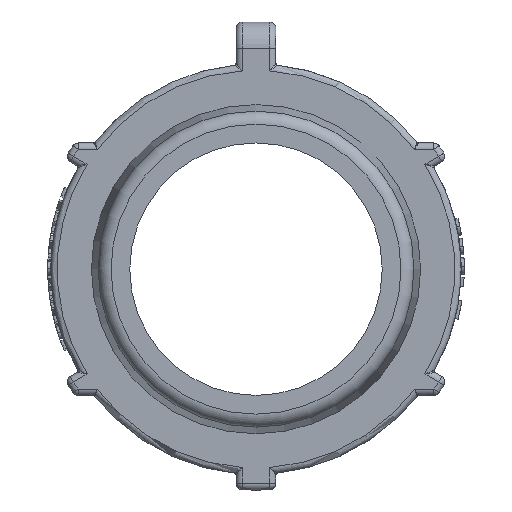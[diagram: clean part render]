
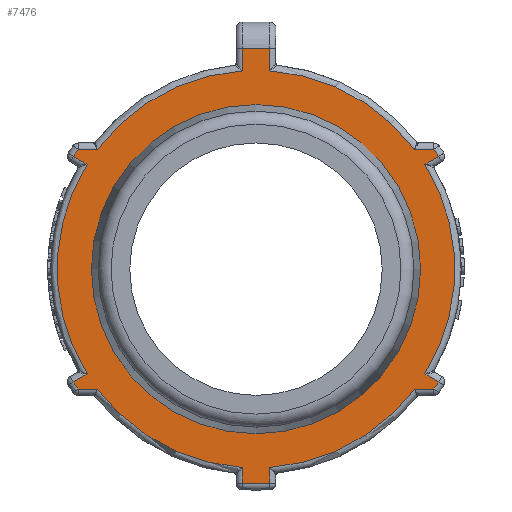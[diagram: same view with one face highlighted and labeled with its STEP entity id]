
A CAD part, left-side view. The second image highlights one B-rep face of the part: STEP entity #7476.
In plain terms, the highlighted planar face has unit normal (-1, 0, 0).
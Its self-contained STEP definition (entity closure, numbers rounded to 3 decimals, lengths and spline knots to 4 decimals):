
#1046=LINE('',#42999,#1472);
#1107=LINE('',#44691,#1533);
#1114=LINE('',#44745,#1540);
#1115=LINE('',#44748,#1541);
#1116=LINE('',#44751,#1542);
#1117=LINE('',#44754,#1543);
#1118=LINE('',#44757,#1544);
#1119=LINE('',#44760,#1545);
#1120=LINE('',#44763,#1546);
#1121=LINE('',#44766,#1547);
#1122=LINE('',#44769,#1548);
#1123=LINE('',#44772,#1549);
#1124=LINE('',#44773,#1550);
#1472=VECTOR('',#9125,0.3937);
#1533=VECTOR('',#9404,0.3937);
#1540=VECTOR('',#9473,0.3937);
#1541=VECTOR('',#9476,0.3937);
#1542=VECTOR('',#9479,0.3937);
#1543=VECTOR('',#9482,0.3937);
#1544=VECTOR('',#9485,0.3937);
#1545=VECTOR('',#9488,0.3937);
#1546=VECTOR('',#9491,0.3937);
#1547=VECTOR('',#9494,0.3937);
#1548=VECTOR('',#9497,0.3937);
#1549=VECTOR('',#9500,0.3937);
#1550=VECTOR('',#9501,0.3937);
#1625=FACE_BOUND('',#2491,.T.);
#1995=FACE_OUTER_BOUND('',#2490,.T.);
#2490=EDGE_LOOP('',(#6546,#6547,#6548,#6549,#6550,#6551,#6552,#6553,#6554,
#6555,#6556,#6557,#6558,#6559,#6560,#6561,#6562,#6563,#6564,#6565,#6566,
#6567,#6568,#6569));
#2491=EDGE_LOOP('',(#6570,#6571));
#2693=CIRCLE('',#7897,1.89);
#2773=CIRCLE('',#8029,1.545);
#2774=CIRCLE('',#8030,1.545);
#2777=CIRCLE('',#8034,1.89);
#2778=CIRCLE('',#8035,2.04);
#2779=CIRCLE('',#8036,1.89);
#2780=CIRCLE('',#8037,2.04);
#2781=CIRCLE('',#8038,1.89);
#2782=CIRCLE('',#8039,2.04);
#2783=CIRCLE('',#8040,1.89);
#2784=CIRCLE('',#8041,2.04);
#2785=CIRCLE('',#8042,2.04);
#2786=CIRCLE('',#8043,1.89);
#3396=VERTEX_POINT('',#42909);
#3401=VERTEX_POINT('',#42998);
#3402=VERTEX_POINT('',#43002);
#3408=VERTEX_POINT('',#43106);
#3417=VERTEX_POINT('',#43226);
#3425=VERTEX_POINT('',#43369);
#3434=VERTEX_POINT('',#43497);
#3440=VERTEX_POINT('',#43649);
#3447=VERTEX_POINT('',#43793);
#3455=VERTEX_POINT('',#43911);
#3470=VERTEX_POINT('',#44093);
#3479=VERTEX_POINT('',#44230);
#3496=VERTEX_POINT('',#44505);
#3509=VERTEX_POINT('',#44672);
#3522=VERTEX_POINT('',#44734);
#3523=VERTEX_POINT('',#44736);
#3525=VERTEX_POINT('',#44744);
#3526=VERTEX_POINT('',#44746);
#3527=VERTEX_POINT('',#44750);
#3528=VERTEX_POINT('',#44752);
#3529=VERTEX_POINT('',#44756);
#3530=VERTEX_POINT('',#44758);
#3531=VERTEX_POINT('',#44762);
#3532=VERTEX_POINT('',#44765);
#3533=VERTEX_POINT('',#44767);
#3534=VERTEX_POINT('',#44771);
#4353=EDGE_CURVE('',#3396,#3401,#1046,.T.);
#4356=EDGE_CURVE('',#3402,#3396,#2693,.T.);
#4530=EDGE_CURVE('',#3470,#3509,#1107,.T.);
#4555=EDGE_CURVE('',#3522,#3523,#2773,.T.);
#4556=EDGE_CURVE('',#3523,#3522,#2774,.T.);
#4559=EDGE_CURVE('',#3479,#3455,#2777,.T.);
#4560=EDGE_CURVE('',#3525,#3455,#1114,.T.);
#4561=EDGE_CURVE('',#3526,#3525,#2778,.T.);
#4562=EDGE_CURVE('',#3447,#3526,#1115,.T.);
#4563=EDGE_CURVE('',#3440,#3447,#2779,.T.);
#4564=EDGE_CURVE('',#3527,#3440,#1116,.T.);
#4565=EDGE_CURVE('',#3528,#3527,#2780,.T.);
#4566=EDGE_CURVE('',#3434,#3528,#1117,.T.);
#4567=EDGE_CURVE('',#3425,#3434,#2781,.T.);
#4568=EDGE_CURVE('',#3529,#3425,#1118,.T.);
#4569=EDGE_CURVE('',#3530,#3529,#2782,.T.);
#4570=EDGE_CURVE('',#3417,#3530,#1119,.T.);
#4571=EDGE_CURVE('',#3408,#3417,#2783,.T.);
#4572=EDGE_CURVE('',#3531,#3408,#1120,.T.);
#4573=EDGE_CURVE('',#3401,#3531,#2784,.T.);
#4574=EDGE_CURVE('',#3532,#3402,#1121,.T.);
#4575=EDGE_CURVE('',#3533,#3532,#2785,.T.);
#4576=EDGE_CURVE('',#3496,#3533,#1122,.T.);
#4577=EDGE_CURVE('',#3496,#3509,#2786,.T.);
#4578=EDGE_CURVE('',#3534,#3470,#1123,.T.);
#4579=EDGE_CURVE('',#3479,#3534,#1124,.T.);
#6546=ORIENTED_EDGE('',*,*,#4559,.T.);
#6547=ORIENTED_EDGE('',*,*,#4560,.F.);
#6548=ORIENTED_EDGE('',*,*,#4561,.F.);
#6549=ORIENTED_EDGE('',*,*,#4562,.F.);
#6550=ORIENTED_EDGE('',*,*,#4563,.F.);
#6551=ORIENTED_EDGE('',*,*,#4564,.F.);
#6552=ORIENTED_EDGE('',*,*,#4565,.F.);
#6553=ORIENTED_EDGE('',*,*,#4566,.F.);
#6554=ORIENTED_EDGE('',*,*,#4567,.F.);
#6555=ORIENTED_EDGE('',*,*,#4568,.F.);
#6556=ORIENTED_EDGE('',*,*,#4569,.F.);
#6557=ORIENTED_EDGE('',*,*,#4570,.F.);
#6558=ORIENTED_EDGE('',*,*,#4571,.F.);
#6559=ORIENTED_EDGE('',*,*,#4572,.F.);
#6560=ORIENTED_EDGE('',*,*,#4573,.F.);
#6561=ORIENTED_EDGE('',*,*,#4353,.F.);
#6562=ORIENTED_EDGE('',*,*,#4356,.F.);
#6563=ORIENTED_EDGE('',*,*,#4574,.F.);
#6564=ORIENTED_EDGE('',*,*,#4575,.F.);
#6565=ORIENTED_EDGE('',*,*,#4576,.F.);
#6566=ORIENTED_EDGE('',*,*,#4577,.T.);
#6567=ORIENTED_EDGE('',*,*,#4530,.F.);
#6568=ORIENTED_EDGE('',*,*,#4578,.F.);
#6569=ORIENTED_EDGE('',*,*,#4579,.F.);
#6570=ORIENTED_EDGE('',*,*,#4556,.F.);
#6571=ORIENTED_EDGE('',*,*,#4555,.F.);
#7101=PLANE('',#8033);
#7476=ADVANCED_FACE('',(#1995,#1625),#7101,.T.);
#7897=AXIS2_PLACEMENT_3D('',#43015,#9130,#9131);
#8029=AXIS2_PLACEMENT_3D('',#44737,#9461,#9462);
#8030=AXIS2_PLACEMENT_3D('',#44738,#9463,#9464);
#8033=AXIS2_PLACEMENT_3D('',#44742,#9469,#9470);
#8034=AXIS2_PLACEMENT_3D('',#44743,#9471,#9472);
#8035=AXIS2_PLACEMENT_3D('',#44747,#9474,#9475);
#8036=AXIS2_PLACEMENT_3D('',#44749,#9477,#9478);
#8037=AXIS2_PLACEMENT_3D('',#44753,#9480,#9481);
#8038=AXIS2_PLACEMENT_3D('',#44755,#9483,#9484);
#8039=AXIS2_PLACEMENT_3D('',#44759,#9486,#9487);
#8040=AXIS2_PLACEMENT_3D('',#44761,#9489,#9490);
#8041=AXIS2_PLACEMENT_3D('',#44764,#9492,#9493);
#8042=AXIS2_PLACEMENT_3D('',#44768,#9495,#9496);
#8043=AXIS2_PLACEMENT_3D('',#44770,#9498,#9499);
#9125=DIRECTION('',(0.,-0.866,-0.5));
#9130=DIRECTION('center_axis',(1.,0.,0.));
#9131=DIRECTION('ref_axis',(0.,-1.,0.));
#9404=DIRECTION('',(0.,0.,-1.));
#9461=DIRECTION('center_axis',(-1.,0.,0.));
#9462=DIRECTION('ref_axis',(0.,-1.,0.));
#9463=DIRECTION('center_axis',(-1.,0.,0.));
#9464=DIRECTION('ref_axis',(0.,-1.,0.));
#9469=DIRECTION('center_axis',(-1.,0.,0.));
#9470=DIRECTION('ref_axis',(0.,0.,1.));
#9471=DIRECTION('center_axis',(-1.,0.,0.));
#9472=DIRECTION('ref_axis',(0.,0.,-1.));
#9473=DIRECTION('',(0.,-1.,0.));
#9474=DIRECTION('center_axis',(1.,0.,0.));
#9475=DIRECTION('ref_axis',(0.,0.844,0.536));
#9476=DIRECTION('',(0.,0.866,0.5));
#9477=DIRECTION('center_axis',(1.,0.,0.));
#9478=DIRECTION('ref_axis',(0.,1.,0.));
#9479=DIRECTION('',(0.,-0.866,0.5));
#9480=DIRECTION('center_axis',(1.,0.,0.));
#9481=DIRECTION('ref_axis',(0.,0.844,-0.536));
#9482=DIRECTION('',(0.,1.,0.));
#9483=DIRECTION('center_axis',(1.,0.,0.));
#9484=DIRECTION('ref_axis',(0.,0.482,-0.876));
#9485=DIRECTION('',(0.,0.,1.));
#9486=DIRECTION('center_axis',(1.,0.,0.));
#9487=DIRECTION('ref_axis',(0.,0.,-1.));
#9488=DIRECTION('',(0.,0.,-1.));
#9489=DIRECTION('center_axis',(1.,0.,0.));
#9490=DIRECTION('ref_axis',(0.,-0.482,-0.876));
#9491=DIRECTION('',(0.,1.,0.));
#9492=DIRECTION('center_axis',(1.,0.,0.));
#9493=DIRECTION('ref_axis',(0.,-0.844,-0.536));
#9494=DIRECTION('',(0.,0.866,-0.5));
#9495=DIRECTION('center_axis',(1.,0.,0.));
#9496=DIRECTION('ref_axis',(0.,-0.844,0.536));
#9497=DIRECTION('',(0.,-1.,0.));
#9498=DIRECTION('center_axis',(-1.,0.,0.));
#9499=DIRECTION('ref_axis',(0.,0.,-1.));
#9500=DIRECTION('',(0.,-1.,0.));
#9501=DIRECTION('',(0.,0.,1.));
#42909=CARTESIAN_POINT('',(4.,-1.606,-0.9965));
#42998=CARTESIAN_POINT('',(4.,-1.7359,-1.0715));
#42999=CARTESIAN_POINT('',(4.,-0.1481,-0.1548));
#43002=CARTESIAN_POINT('',(4.,-1.606,0.9965));
#43015=CARTESIAN_POINT('Origin',(4.,0.,0.));
#43106=CARTESIAN_POINT('',(4.,-1.5075,-1.14));
#43226=CARTESIAN_POINT('',(4.,-0.13,-1.8855));
#43369=CARTESIAN_POINT('',(4.,0.13,-1.8855));
#43497=CARTESIAN_POINT('',(4.,1.5075,-1.14));
#43649=CARTESIAN_POINT('',(4.,1.606,-0.9965));
#43793=CARTESIAN_POINT('',(4.,1.606,0.9965));
#43911=CARTESIAN_POINT('',(4.,1.5075,1.14));
#44093=CARTESIAN_POINT('',(4.,-0.13,2.1));
#44230=CARTESIAN_POINT('',(4.,0.13,1.8855));
#44505=CARTESIAN_POINT('',(4.,-1.5075,1.14));
#44672=CARTESIAN_POINT('',(4.,-0.13,1.8855));
#44691=CARTESIAN_POINT('',(4.,-0.13,0.9704));
#44734=CARTESIAN_POINT('',(4.,0.,1.545));
#44736=CARTESIAN_POINT('',(4.,1.545,0.));
#44737=CARTESIAN_POINT('Origin',(4.,0.,0.));
#44738=CARTESIAN_POINT('Origin',(4.,0.,0.));
#44742=CARTESIAN_POINT('Origin',(4.,1.95,0.));
#44743=CARTESIAN_POINT('Origin',(4.,0.,0.));
#44744=CARTESIAN_POINT('',(4.,1.6917,1.14));
#44745=CARTESIAN_POINT('',(4.,1.7435,1.14));
#44746=CARTESIAN_POINT('',(4.,1.7359,1.0715));
#44747=CARTESIAN_POINT('Origin',(4.,0.,0.));
#44748=CARTESIAN_POINT('',(4.,1.6106,0.9991));
#44749=CARTESIAN_POINT('Origin',(4.,0.,0.));
#44750=CARTESIAN_POINT('',(4.,1.7359,-1.0715));
#44751=CARTESIAN_POINT('',(4.,1.5456,-0.9616));
#44752=CARTESIAN_POINT('',(4.,1.6917,-1.14));
#44753=CARTESIAN_POINT('Origin',(4.,0.,0.));
#44754=CARTESIAN_POINT('',(4.,1.8367,-1.14));
#44755=CARTESIAN_POINT('Origin',(4.,0.,0.));
#44756=CARTESIAN_POINT('',(4.,0.13,-2.0359));
#44757=CARTESIAN_POINT('',(4.,0.13,-0.9704));
#44758=CARTESIAN_POINT('',(4.,-0.13,-2.0359));
#44759=CARTESIAN_POINT('Origin',(4.,0.,0.));
#44760=CARTESIAN_POINT('',(4.,-0.13,-1.0457));
#44761=CARTESIAN_POINT('Origin',(4.,0.,0.));
#44762=CARTESIAN_POINT('',(4.,-1.6917,-1.14));
#44763=CARTESIAN_POINT('',(4.,0.2065,-1.14));
#44764=CARTESIAN_POINT('Origin',(4.,0.,0.));
#44765=CARTESIAN_POINT('',(4.,-1.7359,1.0715));
#44766=CARTESIAN_POINT('',(4.,-0.0831,0.1173));
#44767=CARTESIAN_POINT('',(4.,-1.6917,1.14));
#44768=CARTESIAN_POINT('Origin',(4.,0.,0.));
#44769=CARTESIAN_POINT('',(4.,0.1133,1.14));
#44770=CARTESIAN_POINT('Origin',(4.,0.,0.));
#44771=CARTESIAN_POINT('',(4.,0.13,2.1));
#44772=CARTESIAN_POINT('',(4.,-0.095,2.1));
#44773=CARTESIAN_POINT('',(4.,0.13,1.05));
